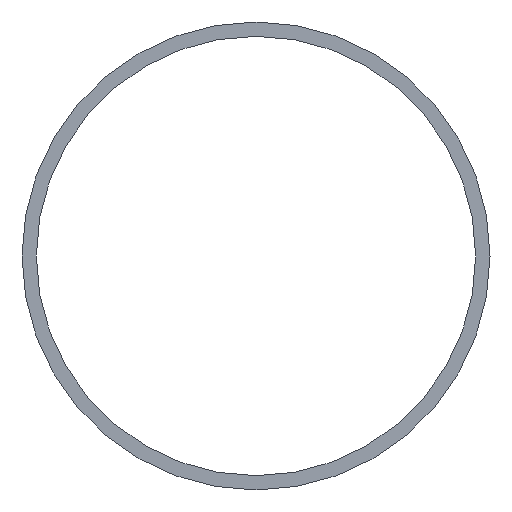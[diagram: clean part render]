
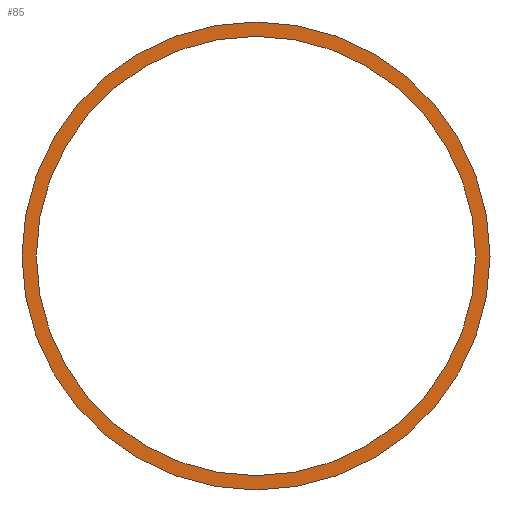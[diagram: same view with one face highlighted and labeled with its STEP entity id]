
A CAD part, left-side view. The second image highlights one B-rep face of the part: STEP entity #85.
In plain terms, the highlighted planar face has unit normal (-1, 0, 0).
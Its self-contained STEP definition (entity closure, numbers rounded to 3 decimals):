
#51 = VERTEX_POINT( '', #121 );
#55 = VERTEX_POINT( '', #125 );
#61 = VERTEX_POINT( '', #133 );
#67 = VERTEX_POINT( '', #140 );
#69 = EDGE_CURVE( '', #67, #51, #142, .T. );
#71 = EDGE_CURVE( '', #61, #55, #144, .T. );
#85 = ADVANCED_FACE( '', ( #160, #161 ), #162, .F. );
#97 = EDGE_CURVE( '', #55, #61, #175, .T. );
#103 = EDGE_CURVE( '', #51, #67, #181, .T. );
#121 = CARTESIAN_POINT( '', ( 0., 0., 105.6 ) );
#125 = CARTESIAN_POINT( '', ( 0., 0., -112.5 ) );
#133 = CARTESIAN_POINT( '', ( 0., 0., 112.5 ) );
#140 = CARTESIAN_POINT( '', ( 0., 0., -105.6 ) );
#142 = CIRCLE( '', #212, 105.6 );
#144 = CIRCLE( '', #215, 112.5 );
#160 = FACE_OUTER_BOUND( '', #235, .T. );
#161 = FACE_BOUND( '', #236, .T. );
#162 = PLANE( '', #237 );
#175 = CIRCLE( '', #255, 112.5 );
#181 = CIRCLE( '', #264, 105.6 );
#212 = AXIS2_PLACEMENT_3D( '', #285, #286, #287 );
#215 = AXIS2_PLACEMENT_3D( '', #288, #289, #290 );
#235 = EDGE_LOOP( '', ( #315, #316 ) );
#236 = EDGE_LOOP( '', ( #317, #318 ) );
#237 = AXIS2_PLACEMENT_3D( '', #319, #320, #321 );
#255 = AXIS2_PLACEMENT_3D( '', #336, #337, #338 );
#264 = AXIS2_PLACEMENT_3D( '', #340, #341, #342 );
#285 = CARTESIAN_POINT( '', ( 0., 0., 0. ) );
#286 = DIRECTION( '', ( 1., 0., 0. ) );
#287 = DIRECTION( '', ( 0., 0., -1. ) );
#288 = CARTESIAN_POINT( '', ( 0., 0., 0. ) );
#289 = DIRECTION( '', ( 1., 0., 0. ) );
#290 = DIRECTION( '', ( 0., 0., -1. ) );
#315 = ORIENTED_EDGE( '', *, *, #97, .F. );
#316 = ORIENTED_EDGE( '', *, *, #71, .F. );
#317 = ORIENTED_EDGE( '', *, *, #69, .T. );
#318 = ORIENTED_EDGE( '', *, *, #103, .T. );
#319 = CARTESIAN_POINT( '', ( 0., 0., 0. ) );
#320 = DIRECTION( '', ( 1., 0., 0. ) );
#321 = DIRECTION( '', ( 0., 0., -1. ) );
#336 = CARTESIAN_POINT( '', ( 0., 0., 0. ) );
#337 = DIRECTION( '', ( 1., 0., 0. ) );
#338 = DIRECTION( '', ( 0., 0., -1. ) );
#340 = CARTESIAN_POINT( '', ( 0., 0., 0. ) );
#341 = DIRECTION( '', ( 1., 0., 0. ) );
#342 = DIRECTION( '', ( 0., 0., -1. ) );
